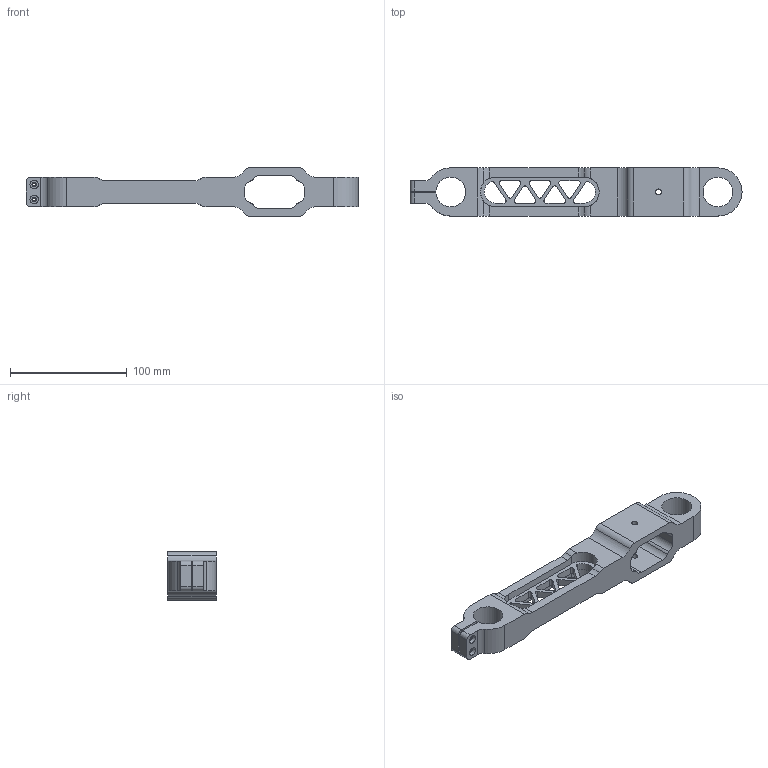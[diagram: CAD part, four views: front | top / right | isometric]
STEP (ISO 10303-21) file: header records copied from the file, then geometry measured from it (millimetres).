
FILE_DESCRIPTION(/* description */ (''),/* implementation_level */ '2;1');
FILE_NAME(/* name */ 'Support BAR.step',/* time_stamp */ '2025-06-08T14:40:45-04:00',/* author */ (''),/* organization */ (''),/* preprocessor_version */ 'ST-DEVELOPER v20.1',/* originating_system */ 'Autodesk Translation Framework v14.10.0.0',/* authorisation */ '');
FILE_SCHEMA (('AUTOMOTIVE_DESIGN { 1 0 10303 214 3 1 1 }'));
Length unit declared in the file: inch
Products named in the file (1): Support BAR
Bounding box: 284.16 x 41.27 x 41.27 mm (x, y, z)
Volume: 173722.7 mm3; surface area: 48642.9 mm2
Topology: 1 solids, 1 shells, 131 faces, 379 edges, 252 vertices
Faces by surface type: cylinder 78, plane 51, cone 2
Full cylindrical faces by diameter (mm): 2.769 x2, 3.81 x2, 5.118 x2, 7.137 x2, 25.4 x1
Entity records: 4524 total; most frequent: CARTESIAN_POINT 839, DIRECTION 789, ORIENTED_EDGE 758, EDGE_CURVE 379, AXIS2_PLACEMENT_3D 288, VERTEX_POINT 252, LINE 213, VECTOR 213
